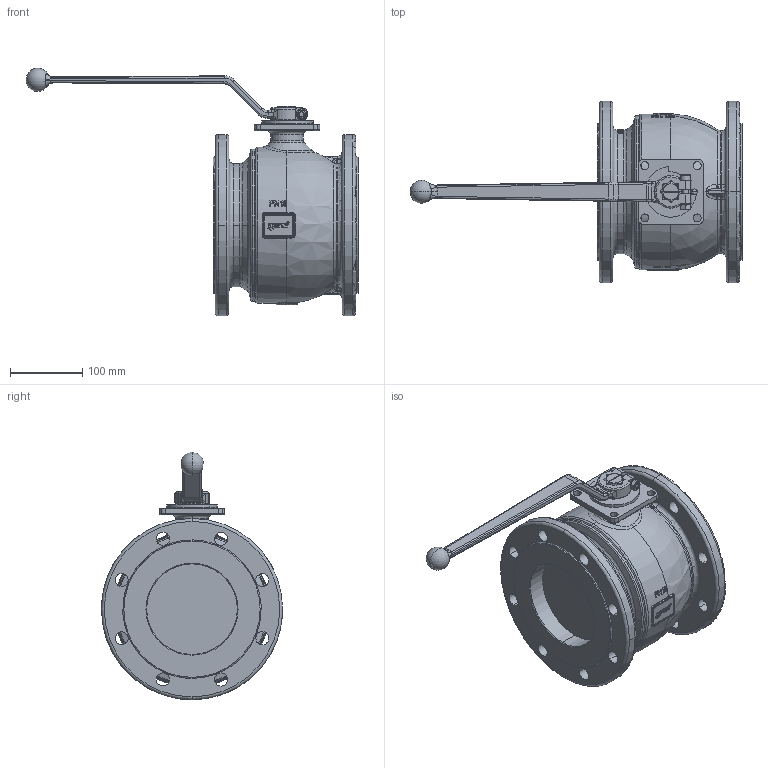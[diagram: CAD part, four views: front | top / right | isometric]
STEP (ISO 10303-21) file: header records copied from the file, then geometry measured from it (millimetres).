
FILE_DESCRIPTION(('HOOPS Exchange Step'),'2;1');
FILE_NAME('FK0100_DN125_PN16.stp','2025-07-17T15:31:34+02:00',('nieru'),('Unknown organisation'),'HOOPS Exchange 2024.2','HOOPS Exchange','Unknown authorisation');
FILE_SCHEMA( ('AP203_CONFIGURATION_CONTROLLED_3D_DESIGN_OF_MECHANICAL_PARTS_AND_ASSEMBLIES_MIM_LF') );
Length unit declared in the file: millimetre
Products named in the file (2): 0; root
Assembly tree (1 placements, depth 2):
  root
    0
Bounding box: 458 x 250 x 341.5 mm (x, y, z)
Volume: 6487017.8 mm3; surface area: 369919.2 mm2
Topology: 1 solids, 2 shells, 1102 faces, 3040 edges, 1957 vertices
Faces by surface type: bspline 343, plane 319, cylinder 269, torus 106, cone 43, sphere 22
Entity records: 50163 total; most frequent: CARTESIAN_POINT 25028, ORIENTED_EDGE 6060, DIRECTION 4031, EDGE_CURVE 3030, VERTEX_POINT 1957, AXIS2_PLACEMENT_3D 1505, EDGE_LOOP 1203, FACE_BOUND 1203
